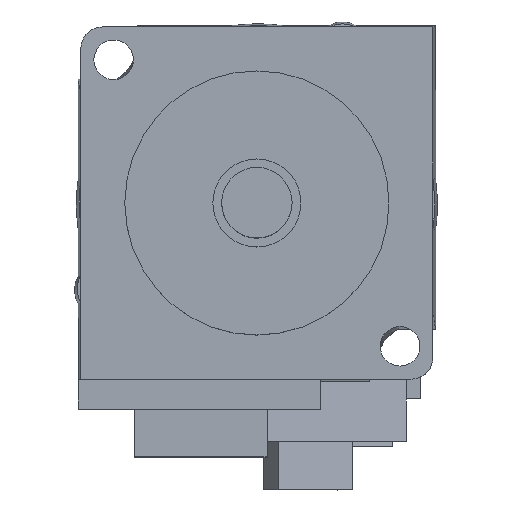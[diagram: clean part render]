
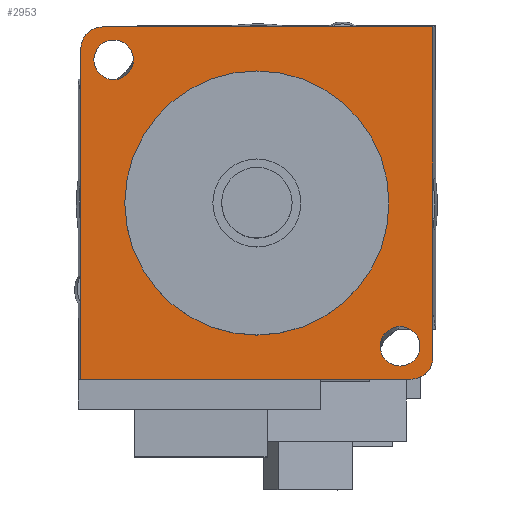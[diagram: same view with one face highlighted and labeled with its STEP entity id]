
A CAD part, top view. The second image highlights one B-rep face of the part: STEP entity #2953.
In plain terms, the highlighted planar face has unit normal (0, 0, 1).
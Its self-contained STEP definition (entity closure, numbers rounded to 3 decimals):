
#73=CARTESIAN_POINT('',(-17.5,17.5,0.));
#74=DIRECTION('',(0.,0.,-1.));
#75=DIRECTION('',(-1.,0.,0.));
#76=AXIS2_PLACEMENT_3D('',#73,#74,#75);
#78=CARTESIAN_POINT('',(17.5,-17.5,0.));
#79=DIRECTION('',(0.,0.,-1.));
#80=DIRECTION('',(1.,0.,0.));
#81=AXIS2_PLACEMENT_3D('',#78,#79,#80);
#83=CARTESIAN_POINT('',(16.263,-16.263,0.));
#84=DIRECTION('',(0.,0.,1.));
#85=DIRECTION('',(1.,0.,0.));
#86=AXIS2_PLACEMENT_3D('',#83,#84,#85);
#88=CARTESIAN_POINT('',(16.263,-16.263,0.));
#89=DIRECTION('',(0.,0.,1.));
#90=DIRECTION('',(-1.,0.,0.));
#91=AXIS2_PLACEMENT_3D('',#88,#89,#90);
#93=CARTESIAN_POINT('',(0.,0.,0.));
#94=DIRECTION('',(0.,0.,1.));
#95=DIRECTION('',(-1.,0.,0.));
#96=AXIS2_PLACEMENT_3D('',#93,#94,#95);
#98=CARTESIAN_POINT('',(0.,0.,0.));
#99=DIRECTION('',(0.,0.,1.));
#100=DIRECTION('',(1.,0.,0.));
#101=AXIS2_PLACEMENT_3D('',#98,#99,#100);
#103=CARTESIAN_POINT('',(-16.263,16.263,0.));
#104=DIRECTION('',(0.,0.,1.));
#105=DIRECTION('',(1.,0.,0.));
#106=AXIS2_PLACEMENT_3D('',#103,#104,#105);
#108=CARTESIAN_POINT('',(-16.263,16.263,0.));
#109=DIRECTION('',(0.,0.,1.));
#110=DIRECTION('',(-1.,0.,0.));
#111=AXIS2_PLACEMENT_3D('',#108,#109,#110);
#117=DIRECTION('',(-1.,0.,0.));
#118=VECTOR('',#117,37.5);
#119=CARTESIAN_POINT('',(20.,20.,0.));
#120=LINE('',#119,#118);
#465=DIRECTION('',(0.,1.,0.));
#466=VECTOR('',#465,37.5);
#467=CARTESIAN_POINT('',(20.,-17.5,0.));
#468=LINE('',#467,#466);
#935=DIRECTION('',(0.,-1.,0.));
#936=VECTOR('',#935,37.5);
#937=CARTESIAN_POINT('',(-20.,17.5,0.));
#938=LINE('',#937,#936);
#1748=DIRECTION('',(1.,0.,0.));
#1749=VECTOR('',#1748,37.5);
#1750=CARTESIAN_POINT('',(-20.,-20.,0.));
#1751=LINE('',#1750,#1749);
#2251=CARTESIAN_POINT('',(14.013,-16.263,0.));
#2252=VERTEX_POINT('',#2251);
#2253=CARTESIAN_POINT('',(18.513,-16.263,0.));
#2254=VERTEX_POINT('',#2253);
#2255=CARTESIAN_POINT('',(-15.,0.,0.));
#2256=CARTESIAN_POINT('',(15.,0.,0.));
#2257=VERTEX_POINT('',#2255);
#2258=VERTEX_POINT('',#2256);
#2259=CARTESIAN_POINT('',(-14.013,16.263,0.));
#2260=CARTESIAN_POINT('',(-18.513,16.263,0.));
#2261=VERTEX_POINT('',#2259);
#2262=VERTEX_POINT('',#2260);
#2263=CARTESIAN_POINT('',(-20.,17.5,0.));
#2264=CARTESIAN_POINT('',(-17.5,20.,0.));
#2265=VERTEX_POINT('',#2263);
#2266=VERTEX_POINT('',#2264);
#2267=CARTESIAN_POINT('',(20.,-17.5,0.));
#2268=CARTESIAN_POINT('',(17.5,-20.,0.));
#2269=VERTEX_POINT('',#2267);
#2270=VERTEX_POINT('',#2268);
#2275=CARTESIAN_POINT('',(20.,20.,0.));
#2276=VERTEX_POINT('',#2275);
#2277=CARTESIAN_POINT('',(-20.,-20.,0.));
#2278=VERTEX_POINT('',#2277);
#2917=CARTESIAN_POINT('',(0.,0.,0.));
#2918=DIRECTION('',(0.,0.,1.));
#2919=DIRECTION('',(1.,0.,0.));
#2920=AXIS2_PLACEMENT_3D('',#2917,#2918,#2919);
#2921=PLANE('',#2920);
#2923=ORIENTED_EDGE('',*,*,#2922,.T.);
#2925=ORIENTED_EDGE('',*,*,#2924,.F.);
#2927=ORIENTED_EDGE('',*,*,#2926,.F.);
#2929=ORIENTED_EDGE('',*,*,#2928,.T.);
#2931=ORIENTED_EDGE('',*,*,#2930,.F.);
#2933=ORIENTED_EDGE('',*,*,#2932,.F.);
#2934=EDGE_LOOP('',(#2923,#2925,#2927,#2929,#2931,#2933));
#2935=FACE_OUTER_BOUND('',#2934,.F.);
#2936=ORIENTED_EDGE('',*,*,#2907,.T.);
#2938=ORIENTED_EDGE('',*,*,#2937,.T.);
#2939=EDGE_LOOP('',(#2936,#2938));
#2940=FACE_BOUND('',#2939,.F.);
#2942=ORIENTED_EDGE('',*,*,#2941,.T.);
#2944=ORIENTED_EDGE('',*,*,#2943,.T.);
#2945=EDGE_LOOP('',(#2942,#2944));
#2946=FACE_BOUND('',#2945,.F.);
#2948=ORIENTED_EDGE('',*,*,#2947,.T.);
#2950=ORIENTED_EDGE('',*,*,#2949,.T.);
#2951=EDGE_LOOP('',(#2948,#2950));
#2952=FACE_BOUND('',#2951,.F.);
#2953=ADVANCED_FACE('',(#2935,#2940,#2946,#2952),#2921,.T.);
#77=CIRCLE('',#76,2.5);
#82=CIRCLE('',#81,2.5);
#87=CIRCLE('',#86,2.25);
#92=CIRCLE('',#91,2.25);
#97=CIRCLE('',#96,15.);
#102=CIRCLE('',#101,15.);
#107=CIRCLE('',#106,2.25);
#112=CIRCLE('',#111,2.25);
#2907=EDGE_CURVE('',#2254,#2252,#87,.T.);
#2922=EDGE_CURVE('',#2265,#2266,#77,.T.);
#2924=EDGE_CURVE('',#2276,#2266,#120,.T.);
#2926=EDGE_CURVE('',#2269,#2276,#468,.T.);
#2928=EDGE_CURVE('',#2269,#2270,#82,.T.);
#2930=EDGE_CURVE('',#2278,#2270,#1751,.T.);
#2932=EDGE_CURVE('',#2265,#2278,#938,.T.);
#2937=EDGE_CURVE('',#2252,#2254,#92,.T.);
#2941=EDGE_CURVE('',#2257,#2258,#97,.T.);
#2943=EDGE_CURVE('',#2258,#2257,#102,.T.);
#2947=EDGE_CURVE('',#2261,#2262,#107,.T.);
#2949=EDGE_CURVE('',#2262,#2261,#112,.T.);
